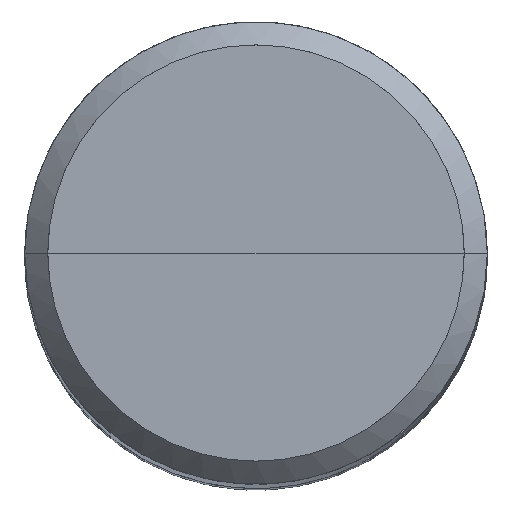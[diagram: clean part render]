
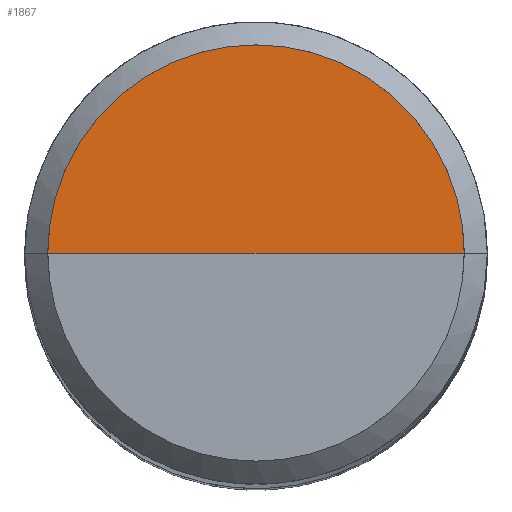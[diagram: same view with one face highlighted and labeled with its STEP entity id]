
A CAD part, top view. The second image highlights one B-rep face of the part: STEP entity #1867.
In plain terms, the highlighted free-form (B-spline) face has degree [1, 2] with [2, 5] control points.
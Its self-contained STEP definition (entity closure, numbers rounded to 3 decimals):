
#1604=CARTESIAN_POINT('',(4.5,0.0,48.0));
#1605=CARTESIAN_POINT('',(4.5,4.5,48.0));
#1606=CARTESIAN_POINT('',(0.0,4.5,48.0));
#1607=CARTESIAN_POINT('',(-4.5,4.5,48.0));
#1608=CARTESIAN_POINT('',(-4.5,0.0,48.0));
#1609=CARTESIAN_POINT('',(0.0,0.0,48.0));
#1852=(
BOUNDED_SURFACE()
B_SPLINE_SURFACE(1,2,(
(#1604,#1605,#1606,#1607,#1608),
(#1609,#1609,#1609,#1609,#1609)
), .UNSPECIFIED.,.F.,.F.,.F.)
B_SPLINE_SURFACE_WITH_KNOTS((2,2),(3,2,3),(
0.0,1.0),(
0.0,0.5,1.0), .UNSPECIFIED.)
GEOMETRIC_REPRESENTATION_ITEM()
RATIONAL_B_SPLINE_SURFACE(((1.0,0.707,1.0,0.707,1.0),
(1.0,0.707,1.0,0.707,1.0)
))
REPRESENTATION_ITEM('')
SURFACE()
);
#1853=(
BOUNDED_CURVE()
B_SPLINE_CURVE(2,(#1608,#1607,#1606,#1605,#1604),.UNSPECIFIED.,.F.,.F.)
B_SPLINE_CURVE_WITH_KNOTS((3,2,3),
(0.0,0.5,1.0),.UNSPECIFIED.)
CURVE()
GEOMETRIC_REPRESENTATION_ITEM()
RATIONAL_B_SPLINE_CURVE((1.0,0.707,1.0,0.707,1.0))
REPRESENTATION_ITEM('')
);
#1854=(
BOUNDED_CURVE()
B_SPLINE_CURVE(1,(#1604,#1609),.UNSPECIFIED.,.F.,.F.)
B_SPLINE_CURVE_WITH_KNOTS((2,2),
(0.0,1.0),.UNSPECIFIED.)
CURVE()
GEOMETRIC_REPRESENTATION_ITEM()
RATIONAL_B_SPLINE_CURVE((1.0,1.0))
REPRESENTATION_ITEM('')
);
#1855=(
BOUNDED_CURVE()
B_SPLINE_CURVE(1,(#1609,#1608),.UNSPECIFIED.,.F.,.F.)
B_SPLINE_CURVE_WITH_KNOTS((2,2),
(0.0,1.0),.UNSPECIFIED.)
CURVE()
GEOMETRIC_REPRESENTATION_ITEM()
RATIONAL_B_SPLINE_CURVE((1.0,1.0))
REPRESENTATION_ITEM('')
);
#1856=VERTEX_POINT('',#1604);
#1857=VERTEX_POINT('',#1608);
#1858=VERTEX_POINT('',#1609);
#1859=EDGE_CURVE('',#1857,#1856,#1853,.T.);
#1860=EDGE_CURVE('',#1856,#1858,#1854,.T.);
#1861=EDGE_CURVE('',#1858,#1857,#1855,.T.);
#1862=ORIENTED_EDGE('',*,*,#1859,.T.);
#1863=ORIENTED_EDGE('',*,*,#1860,.T.);
#1864=ORIENTED_EDGE('',*,*,#1861,.T.);
#1865=EDGE_LOOP('',(#1862,#1863,#1864));
#1866=FACE_OUTER_BOUND('',#1865,.T.);
#1867=ADVANCED_FACE('',(#1866),#1852,.T.);
